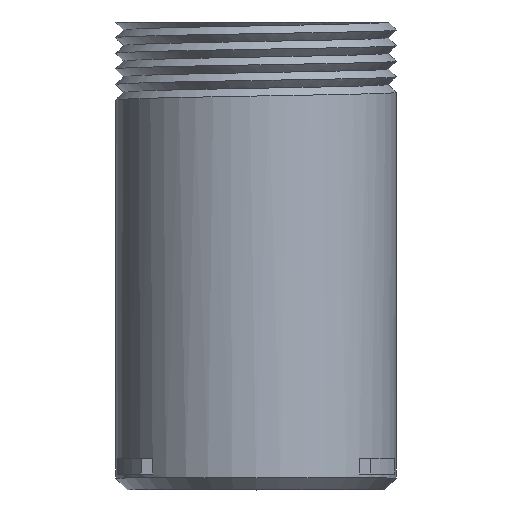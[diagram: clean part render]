
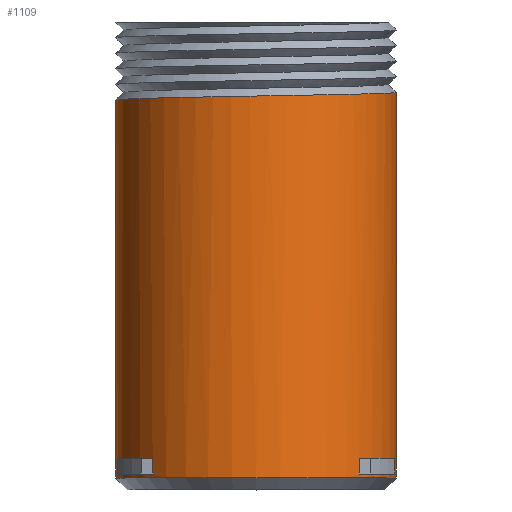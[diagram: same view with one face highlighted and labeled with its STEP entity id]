
A CAD part, top view. The second image highlights one B-rep face of the part: STEP entity #1109.
In plain terms, the highlighted cylindrical face has radius 18 mm (diameter 36 mm), a partial arc.
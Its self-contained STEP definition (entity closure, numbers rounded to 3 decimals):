
#82=CARTESIAN_POINT('',(0.,-39.,0.));
#83=DIRECTION('',(0.,-1.,0.));
#84=DIRECTION('',(-1.,0.,0.));
#85=AXIS2_PLACEMENT_3D('',#82,#83,#84);
#92=CARTESIAN_POINT('',(0.,-39.,0.));
#93=DIRECTION('',(0.,-1.,0.));
#94=DIRECTION('',(0.383,0.,-0.924));
#95=AXIS2_PLACEMENT_3D('',#92,#93,#94);
#97=DIRECTION('',(0.,1.,0.));
#98=VECTOR('',#97,47.);
#99=CARTESIAN_POINT('',(18.,-39.,0.));
#100=LINE('',#99,#98);
#124=CARTESIAN_POINT('',(18.,8.,0.));
#131=CARTESIAN_POINT('',(-18.,7.,0.));
#136=DIRECTION('',(0.,-1.,0.));
#137=VECTOR('',#136,46.);
#138=CARTESIAN_POINT('',(-18.,7.,0.));
#139=LINE('',#138,#137);
#145=DIRECTION('',(0.,1.,0.));
#146=VECTOR('',#145,0.5);
#147=CARTESIAN_POINT('',(18.,-41.5,0.));
#148=LINE('',#147,#146);
#149=CARTESIAN_POINT('',(0.,-41.,0.));
#150=DIRECTION('',(0.,-1.,0.));
#151=DIRECTION('',(0.383,0.,-0.924));
#152=AXIS2_PLACEMENT_3D('',#149,#150,#151);
#154=CARTESIAN_POINT('',(0.,-41.,0.));
#155=DIRECTION('',(0.,-1.,0.));
#156=DIRECTION('',(-1.,0.,0.));
#157=AXIS2_PLACEMENT_3D('',#154,#155,#156);
#159=DIRECTION('',(0.,1.,0.));
#160=VECTOR('',#159,0.5);
#161=CARTESIAN_POINT('',(-18.,-41.5,
0.));
#162=LINE('',#161,#160);
#163=DIRECTION('',(0.,1.,0.));
#164=VECTOR('',#163,2.);
#165=CARTESIAN_POINT('',(17.167,-41.,5.413));
#166=LINE('',#165,#164);
#167=CARTESIAN_POINT('',(0.,-39.,0.));
#168=DIRECTION('',(0.,-1.,0.));
#169=DIRECTION('',(0.954,0.,0.301));
#170=AXIS2_PLACEMENT_3D('',#167,#168,#169);
#172=DIRECTION('',(0.,-1.,0.));
#173=VECTOR('',#172,2.);
#174=CARTESIAN_POINT('',(13.271,-39.,12.161));
#175=LINE('',#174,#173);
#176=DIRECTION('',(0.,-1.,0.));
#177=VECTOR('',#176,2.);
#178=CARTESIAN_POINT('',(-17.167,-39.,5.413));
#179=LINE('',#178,#177);
#180=DIRECTION('',(0.,1.,0.));
#181=VECTOR('',#180,2.);
#182=CARTESIAN_POINT('',(-13.271,-41.,12.161));
#183=LINE('',#182,#181);
#184=CARTESIAN_POINT('',(0.,-39.,0.));
#185=DIRECTION('',(0.,-1.,0.));
#186=DIRECTION('',(-0.737,0.,0.676));
#187=AXIS2_PLACEMENT_3D('',#184,#185,#186);
#189=CARTESIAN_POINT('',(0.,-41.5,0.));
#190=DIRECTION('',(0.,1.,0.));
#191=DIRECTION('',(-1.,0.,0.));
#192=AXIS2_PLACEMENT_3D('',#189,#190,#191);
#194=DIRECTION('',(0.,1.,0.));
#195=VECTOR('',#194,2.);
#196=CARTESIAN_POINT('',(-6.888,-41.,-16.63));
#197=LINE('',#196,#195);
#198=CARTESIAN_POINT('',(18.,8.,0.));
#199=CARTESIAN_POINT('',(18.,7.984,0.895));
#200=CARTESIAN_POINT('',(17.866,7.952,2.686));
#201=CARTESIAN_POINT('',(17.268,7.905,5.312));
#202=CARTESIAN_POINT('',(16.286,7.857,7.822));
#203=CARTESIAN_POINT('',(14.937,7.81,10.164));
#204=CARTESIAN_POINT('',(13.265,7.762,12.266));
#205=CARTESIAN_POINT('',(11.276,7.715,14.117));
#206=CARTESIAN_POINT('',(9.058,7.667,15.632));
#207=CARTESIAN_POINT('',(6.63,7.62,16.806));
#208=CARTESIAN_POINT('',(4.067,7.572,17.604));
#209=CARTESIAN_POINT('',(1.376,7.524,18.016));
#210=CARTESIAN_POINT('',(-1.343,7.476,18.017));
#211=CARTESIAN_POINT('',(-3.999,7.429,17.618));
#212=CARTESIAN_POINT('',(-6.563,7.382,16.833));
#213=CARTESIAN_POINT('',(-9.02,7.334,15.656));
#214=CARTESIAN_POINT('',(-11.283,7.285,14.113));
#215=CARTESIAN_POINT('',(-13.272,7.237,12.258));
#216=CARTESIAN_POINT('',(-14.936,7.19,10.165));
#217=CARTESIAN_POINT('',(-16.287,7.143,7.821));
#218=CARTESIAN_POINT('',(-17.267,7.095,5.317));
#219=CARTESIAN_POINT('',(-17.866,7.048,2.686));
#220=CARTESIAN_POINT('',(-18.,7.016,0.895));
#221=CARTESIAN_POINT('',(-18.,7.,0.));
#223=DIRECTION('',(0.,-1.,0.));
#224=VECTOR('',#223,2.);
#225=CARTESIAN_POINT('',(6.888,-39.,-16.63));
#226=LINE('',#225,#224);
#283=CARTESIAN_POINT('',(0.,-41.,0.));
#284=DIRECTION('',(0.,-1.,0.));
#285=DIRECTION('',(0.954,0.,0.301));
#286=AXIS2_PLACEMENT_3D('',#283,#284,#285);
#300=CARTESIAN_POINT('',(0.,-41.,0.));
#301=DIRECTION('',(0.,-1.,0.));
#302=DIRECTION('',(-0.737,0.,0.676));
#303=AXIS2_PLACEMENT_3D('',#300,#301,#302);
#825=VERTEX_POINT('',#131);
#831=VERTEX_POINT('',#124);
#832=CARTESIAN_POINT('',(18.,-39.,0.));
#833=VERTEX_POINT('',#832);
#834=CARTESIAN_POINT('',(-18.,-39.,0.));
#835=VERTEX_POINT('',#834);
#837=CARTESIAN_POINT('',(-6.888,-39.,-16.63));
#839=VERTEX_POINT('',#837);
#840=CARTESIAN_POINT('',(-6.888,-41.,-16.63));
#841=VERTEX_POINT('',#840);
#845=CARTESIAN_POINT('',(6.888,-41.,-16.63));
#847=VERTEX_POINT('',#845);
#848=CARTESIAN_POINT('',(6.888,-39.,-16.63));
#849=VERTEX_POINT('',#848);
#853=CARTESIAN_POINT('',(17.167,-39.,5.413));
#855=VERTEX_POINT('',#853);
#856=CARTESIAN_POINT('',(17.167,-41.,5.413));
#857=VERTEX_POINT('',#856);
#861=CARTESIAN_POINT('',(13.271,-41.,12.161));
#863=VERTEX_POINT('',#861);
#864=CARTESIAN_POINT('',(13.271,-39.,12.161));
#865=VERTEX_POINT('',#864);
#869=CARTESIAN_POINT('',(-17.167,-41.,5.413));
#871=VERTEX_POINT('',#869);
#872=CARTESIAN_POINT('',(-17.167,-39.,5.413));
#873=VERTEX_POINT('',#872);
#877=CARTESIAN_POINT('',(-13.271,-39.,12.161));
#879=VERTEX_POINT('',#877);
#880=CARTESIAN_POINT('',(-13.271,-41.,12.161));
#881=VERTEX_POINT('',#880);
#884=CARTESIAN_POINT('',(-18.,-41.,0.));
#885=VERTEX_POINT('',#884);
#886=CARTESIAN_POINT('',(18.,-41.,0.));
#887=VERTEX_POINT('',#886);
#898=CARTESIAN_POINT('',(18.,-41.5,0.));
#899=CARTESIAN_POINT('',(-18.,-41.5,0.));
#900=VERTEX_POINT('',#898);
#901=VERTEX_POINT('',#899);
#1066=CARTESIAN_POINT('',(0.,20.,0.));
#1067=DIRECTION('',(0.,-1.,0.));
#1068=DIRECTION('',(-1.,0.,0.));
#1069=AXIS2_PLACEMENT_3D('',#1066,#1067,#1068);
#1070=CYLINDRICAL_SURFACE('',#1069,18.);
#1072=ORIENTED_EDGE('',*,*,#1071,.F.);
#1073=ORIENTED_EDGE('',*,*,#1061,.T.);
#1074=ORIENTED_EDGE('',*,*,#1059,.T.);
#1076=ORIENTED_EDGE('',*,*,#1075,.T.);
#1077=ORIENTED_EDGE('',*,*,#1028,.F.);
#1078=ORIENTED_EDGE('',*,*,#1042,.F.);
#1080=ORIENTED_EDGE('',*,*,#1079,.F.);
#1081=ORIENTED_EDGE('',*,*,#1034,.F.);
#1082=ORIENTED_EDGE('',*,*,#1032,.F.);
#1084=ORIENTED_EDGE('',*,*,#1083,.T.);
#1085=ORIENTED_EDGE('',*,*,#1055,.T.);
#1086=ORIENTED_EDGE('',*,*,#1053,.F.);
#1087=EDGE_LOOP('',(#1072,#1073,#1074,#1076,#1077,#1078,#1080,#1081,#1082,#1084,
#1085,#1086));
#1088=FACE_OUTER_BOUND('',#1087,.F.);
#1090=ORIENTED_EDGE('',*,*,#1089,.T.);
#1092=ORIENTED_EDGE('',*,*,#1091,.F.);
#1094=ORIENTED_EDGE('',*,*,#1093,.T.);
#1096=ORIENTED_EDGE('',*,*,#1095,.T.);
#1097=EDGE_LOOP('',(#1090,#1092,#1094,#1096));
#1098=FACE_BOUND('',#1097,.F.);
#1100=ORIENTED_EDGE('',*,*,#1099,.T.);
#1102=ORIENTED_EDGE('',*,*,#1101,.T.);
#1104=ORIENTED_EDGE('',*,*,#1103,.T.);
#1106=ORIENTED_EDGE('',*,*,#1105,.F.);
#1107=EDGE_LOOP('',(#1100,#1102,#1104,#1106));
#1108=FACE_BOUND('',#1107,.F.);
#1109=ADVANCED_FACE('',(#1088,#1098,#1108),#1070,.T.);
#86=CIRCLE('',#85,18.);
#96=CIRCLE('',#95,18.);
#153=CIRCLE('',#152,18.);
#158=CIRCLE('',#157,18.);
#171=CIRCLE('',#170,18.);
#188=CIRCLE('',#187,18.);
#193=CIRCLE('',#192,18.);
#222=B_SPLINE_CURVE_WITH_KNOTS('',3,(#198,#199,#200,#201,#202,#203,#204,#205,
#206,#207,#208,#209,#210,#211,#212,#213,#214,#215,#216,#217,#218,#219,#220,
#221),.UNSPECIFIED.,.F.,.F.,(4,1,1,1,1,1,1,1,1,1,1,1,1,1,1,1,1,1,1,1,1,4),(0.,
0.048,0.095,0.143,0.19,
0.238,0.286,0.333,0.381,
0.429,0.476,0.524,0.571,
0.619,0.667,0.714,0.762,
0.81,0.857,0.905,0.952,1.),
.UNSPECIFIED.);
#287=CIRCLE('',#286,18.);
#304=CIRCLE('',#303,18.);
#1028=EDGE_CURVE('',#835,#839,#86,.T.);
#1032=EDGE_CURVE('',#849,#833,#96,.T.);
#1034=EDGE_CURVE('',#833,#831,#100,.T.);
#1042=EDGE_CURVE('',#825,#835,#139,.T.);
#1053=EDGE_CURVE('',#900,#887,#148,.T.);
#1055=EDGE_CURVE('',#847,#887,#153,.T.);
#1059=EDGE_CURVE('',#885,#841,#158,.T.);
#1061=EDGE_CURVE('',#901,#885,#162,.T.);
#1071=EDGE_CURVE('',#901,#900,#193,.T.);
#1075=EDGE_CURVE('',#841,#839,#197,.T.);
#1079=EDGE_CURVE('',#831,#825,#222,.T.);
#1083=EDGE_CURVE('',#849,#847,#226,.T.);
#1089=EDGE_CURVE('',#873,#871,#179,.T.);
#1091=EDGE_CURVE('',#881,#871,#304,.T.);
#1093=EDGE_CURVE('',#881,#879,#183,.T.);
#1095=EDGE_CURVE('',#879,#873,#188,.T.);
#1099=EDGE_CURVE('',#857,#855,#166,.T.);
#1101=EDGE_CURVE('',#855,#865,#171,.T.);
#1103=EDGE_CURVE('',#865,#863,#175,.T.);
#1105=EDGE_CURVE('',#857,#863,#287,.T.);
